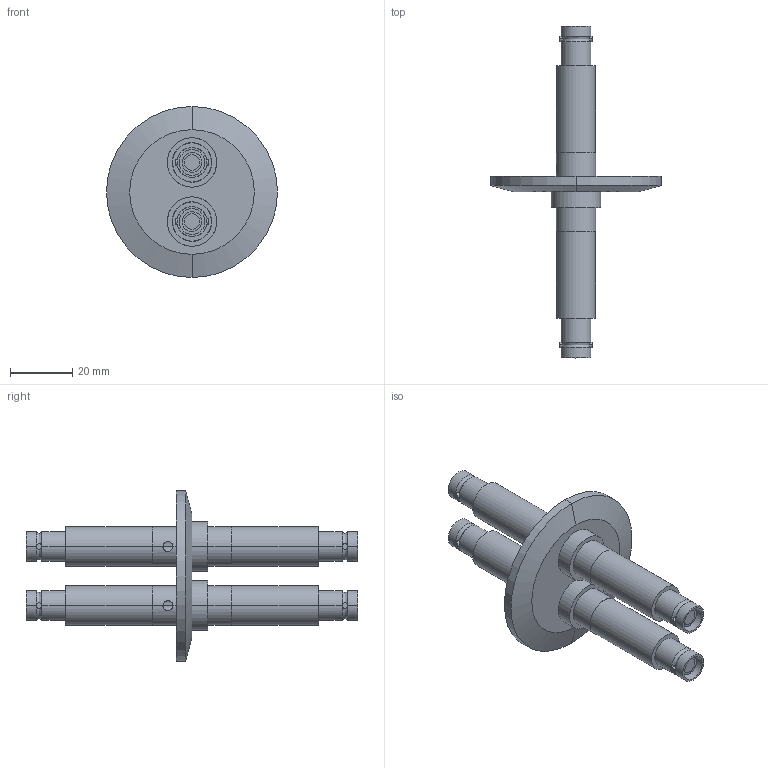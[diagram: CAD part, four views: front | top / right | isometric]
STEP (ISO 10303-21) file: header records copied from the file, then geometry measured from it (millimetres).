
FILE_DESCRIPTION (( 'STEP AP214' ), '1' );
FILE_NAME ('241-SHVD-K40-2.STEP', '2019-08-06T06:51:03', ( 'allectra' ), ( 'Microsoft' ), 'SwSTEP 2.0', 'SolidWorks 2014', '' );
FILE_SCHEMA (( 'AUTOMOTIVE_DESIGN' ));
Length unit declared in the file: millimetre
Products named in the file (3): 241-SHVD; 9241-SHVD-K40-2_431-KF40-B; 241-SHVD-K40-2
Assembly tree (3 placements, depth 2):
  241-SHVD-K40-2
    9241-SHVD-K40-2_431-KF40-B
    241-SHVD  x2
Bounding box: 55 x 106.68 x 55 mm (x, y, z)
Volume: 30864.8 mm3; surface area: 21865.3 mm2
Topology: 11 solids, 11 shells, 162 faces, 358 edges, 242 vertices
Faces by surface type: cylinder 94, plane 58, bspline 8, cone 2
Entity records: 3108 total; most frequent: CARTESIAN_POINT 981, DIRECTION 426, ORIENTED_EDGE 392, EDGE_CURVE 196, AXIS2_PLACEMENT_3D 185, VERTEX_POINT 132, EDGE_LOOP 106, CIRCLE 94
